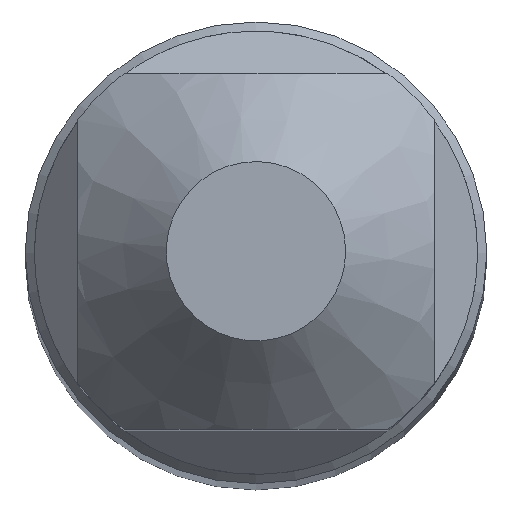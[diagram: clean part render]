
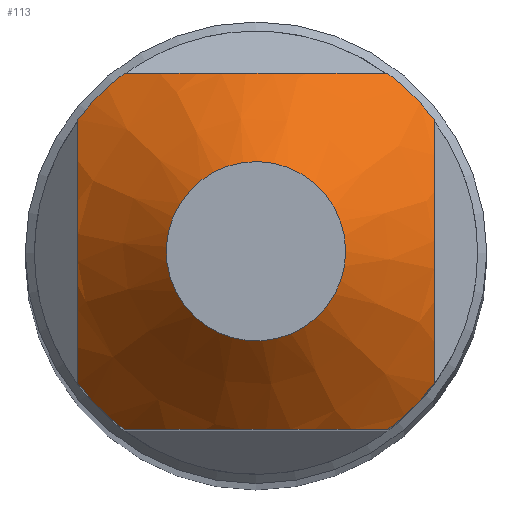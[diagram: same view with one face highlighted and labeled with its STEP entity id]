
A CAD part, top view. The second image highlights one B-rep face of the part: STEP entity #113.
In plain terms, the highlighted conical face has half-angle 45 degrees and reference radius 0.68 mm.
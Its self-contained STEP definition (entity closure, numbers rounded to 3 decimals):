
#113=ADVANCED_FACE('',(#142,#143),#126,.T.);
#126=CONICAL_SURFACE('',#423,0.68,45.);
#142=FACE_BOUND('',#173,.T.);
#143=FACE_BOUND('',#174,.T.);
#173=EDGE_LOOP('',(#221));
#174=EDGE_LOOP('',(#222,#223,#224,#225,#226,#227,#228,#229));
#221=ORIENTED_EDGE('',*,*,#300,.F.);
#222=ORIENTED_EDGE('',*,*,#316,.T.);
#223=ORIENTED_EDGE('',*,*,#317,.T.);
#224=ORIENTED_EDGE('',*,*,#318,.T.);
#225=ORIENTED_EDGE('',*,*,#304,.T.);
#226=ORIENTED_EDGE('',*,*,#319,.T.);
#227=ORIENTED_EDGE('',*,*,#309,.T.);
#228=ORIENTED_EDGE('',*,*,#320,.T.);
#229=ORIENTED_EDGE('',*,*,#314,.T.);
#271=VERTEX_POINT('',#597);
#274=VERTEX_POINT('',#605);
#275=VERTEX_POINT('',#612);
#278=VERTEX_POINT('',#621);
#279=VERTEX_POINT('',#628);
#282=VERTEX_POINT('',#637);
#283=VERTEX_POINT('',#644);
#284=VERTEX_POINT('',#648);
#285=VERTEX_POINT('',#655);
#300=EDGE_CURVE('',#271,#271,#337,.T.);
#304=EDGE_CURVE('',#275,#274,#356,.T.);
#309=EDGE_CURVE('',#279,#278,#357,.T.);
#314=EDGE_CURVE('',#283,#282,#358,.T.);
#316=EDGE_CURVE('',#282,#284,#338,.T.);
#317=EDGE_CURVE('',#284,#285,#359,.T.);
#318=EDGE_CURVE('',#285,#275,#339,.T.);
#319=EDGE_CURVE('',#274,#279,#340,.T.);
#320=EDGE_CURVE('',#278,#283,#341,.T.);
#337=CIRCLE('',#408,0.68);
#338=CIRCLE('',#419,1.68);
#339=CIRCLE('',#420,1.68);
#340=CIRCLE('',#421,1.68);
#341=CIRCLE('',#422,1.68);
#356=B_SPLINE_CURVE_WITH_KNOTS('',3,(#606,#607,#608,#609,#610,#611),
 .UNSPECIFIED.,.F.,.F.,(4,2,4),(0.,0.5,1.),.UNSPECIFIED.);
#357=B_SPLINE_CURVE_WITH_KNOTS('',3,(#622,#623,#624,#625,#626,#627),
 .UNSPECIFIED.,.F.,.F.,(4,2,4),(0.,0.5,1.),.UNSPECIFIED.);
#358=B_SPLINE_CURVE_WITH_KNOTS('',3,(#638,#639,#640,#641,#642,#643),
 .UNSPECIFIED.,.F.,.F.,(4,2,4),(0.,0.5,1.),.UNSPECIFIED.);
#359=B_SPLINE_CURVE_WITH_KNOTS('',3,(#649,#650,#651,#652,#653,#654),
 .UNSPECIFIED.,.F.,.F.,(4,2,4),(0.,0.5,1.),.UNSPECIFIED.);
#408=AXIS2_PLACEMENT_3D('',#596,#474,#475);
#419=AXIS2_PLACEMENT_3D('',#647,#505,#506);
#420=AXIS2_PLACEMENT_3D('',#656,#507,#508);
#421=AXIS2_PLACEMENT_3D('',#657,#509,#510);
#422=AXIS2_PLACEMENT_3D('',#658,#511,#512);
#423=AXIS2_PLACEMENT_3D('',#659,#513,#514);
#474=DIRECTION('',(0.,0.,1.));
#475=DIRECTION('',(1.,0.,0.));
#505=DIRECTION('',(0.,0.,1.));
#506=DIRECTION('',(-1.,0.,0.));
#507=DIRECTION('',(0.,0.,1.));
#508=DIRECTION('',(-1.,0.,0.));
#509=DIRECTION('',(0.,0.,1.));
#510=DIRECTION('',(-1.,0.,0.));
#511=DIRECTION('',(0.,0.,1.));
#512=DIRECTION('',(-1.,0.,0.));
#513=DIRECTION('',(0.,0.,-1.));
#514=DIRECTION('',(-1.,0.,0.));
#596=CARTESIAN_POINT('',(0.,0.,0.));
#597=CARTESIAN_POINT('',(0.68,0.,0.));
#605=CARTESIAN_POINT('',(-1.,1.35,-1.));
#606=CARTESIAN_POINT('',(1.,1.35,-1.));
#607=CARTESIAN_POINT('',(0.695,1.35,-0.818));
#608=CARTESIAN_POINT('',(0.354,1.35,-0.67));
#609=CARTESIAN_POINT('',(-0.354,1.35,-0.67));
#610=CARTESIAN_POINT('',(-0.696,1.35,-0.819));
#611=CARTESIAN_POINT('',(-1.,1.35,-1.));
#612=CARTESIAN_POINT('',(1.,1.35,-1.));
#621=CARTESIAN_POINT('',(-1.35,-1.,-1.));
#622=CARTESIAN_POINT('',(-1.35,1.,-1.));
#623=CARTESIAN_POINT('',(-1.35,0.696,-0.819));
#624=CARTESIAN_POINT('',(-1.35,0.354,-0.67));
#625=CARTESIAN_POINT('',(-1.35,-0.354,-0.67));
#626=CARTESIAN_POINT('',(-1.35,-0.695,-0.818));
#627=CARTESIAN_POINT('',(-1.35,-1.,-1.));
#628=CARTESIAN_POINT('',(-1.35,1.,-1.));
#637=CARTESIAN_POINT('',(1.,-1.35,-1.));
#638=CARTESIAN_POINT('',(-1.,-1.35,-1.));
#639=CARTESIAN_POINT('',(-0.696,-1.35,-0.819));
#640=CARTESIAN_POINT('',(-0.354,-1.35,-0.67));
#641=CARTESIAN_POINT('',(0.354,-1.35,-0.67));
#642=CARTESIAN_POINT('',(0.695,-1.35,-0.818));
#643=CARTESIAN_POINT('',(1.,-1.35,-1.));
#644=CARTESIAN_POINT('',(-1.,-1.35,-1.));
#647=CARTESIAN_POINT('',(0.,0.,-1.));
#648=CARTESIAN_POINT('',(1.35,-1.,-1.));
#649=CARTESIAN_POINT('',(1.35,-1.,-1.));
#650=CARTESIAN_POINT('',(1.35,-0.695,-0.818));
#651=CARTESIAN_POINT('',(1.35,-0.354,-0.67));
#652=CARTESIAN_POINT('',(1.35,0.354,-0.67));
#653=CARTESIAN_POINT('',(1.35,0.696,-0.819));
#654=CARTESIAN_POINT('',(1.35,1.,-1.));
#655=CARTESIAN_POINT('',(1.35,1.,-1.));
#656=CARTESIAN_POINT('',(0.,0.,-1.));
#657=CARTESIAN_POINT('',(0.,0.,-1.));
#658=CARTESIAN_POINT('',(0.,0.,-1.));
#659=CARTESIAN_POINT('',(0.,0.,0.));
